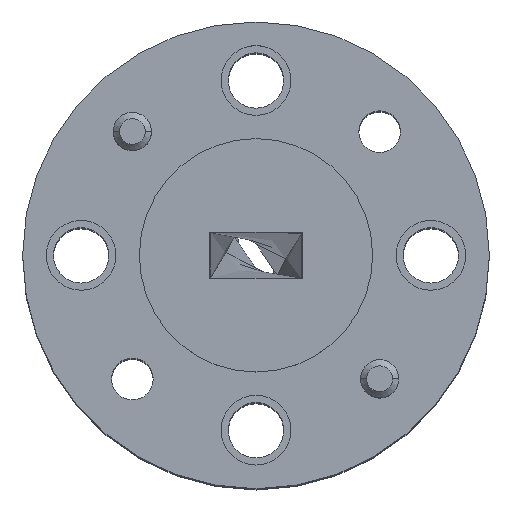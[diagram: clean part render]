
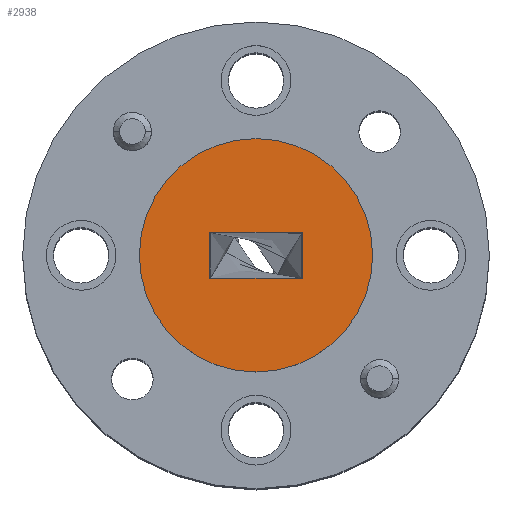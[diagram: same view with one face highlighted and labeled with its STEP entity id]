
A CAD part, top view. The second image highlights one B-rep face of the part: STEP entity #2938.
In plain terms, the highlighted planar face has unit normal (0, 0, 1).
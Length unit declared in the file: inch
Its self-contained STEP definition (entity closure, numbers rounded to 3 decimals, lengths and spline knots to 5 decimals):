
#82 = AXIS2_PLACEMENT_3D ( 'NONE', #3242, #1935, #2299 ) ;
#282 = CIRCLE ( 'NONE', #2287, 0.1875 ) ;
#375 = LINE ( 'NONE', #4336, #2074 ) ;
#414 = CARTESIAN_POINT ( 'NONE',  ( 0., 0., 0.037 ) ) ;
#442 = DIRECTION ( 'NONE',  ( 1., 0., 0. ) ) ;
#576 = EDGE_LOOP ( 'NONE', ( #2922, #4273, #1556, #3442 ) ) ;
#633 = VECTOR ( 'NONE', #3876, 39.37008 ) ;
#793 = EDGE_CURVE ( 'NONE', #3724, #3453, #1906, .T. ) ;
#797 = CARTESIAN_POINT ( 'NONE',  ( -0.074, 0.037, 0.037 ) ) ;
#837 = VERTEX_POINT ( 'NONE', #1523 ) ;
#881 = PLANE ( 'NONE',  #82 ) ;
#1077 = DIRECTION ( 'NONE',  ( 1., 0., 0. ) ) ;
#1219 = FACE_OUTER_BOUND ( 'NONE', #2636, .T. ) ;
#1502 = EDGE_CURVE ( 'NONE', #4410, #837, #4278, .T. ) ;
#1523 = CARTESIAN_POINT ( 'NONE',  ( -0.074, -0.037, 0.037 ) ) ;
#1556 = ORIENTED_EDGE ( 'NONE', *, *, #1502, .F. ) ;
#1561 = EDGE_CURVE ( 'NONE', #837, #3433, #1872, .T. ) ;
#1814 = EDGE_CURVE ( 'NONE', #3994, #4410, #4119, .T. ) ;
#1872 = LINE ( 'NONE', #3314, #1990 ) ;
#1906 = CIRCLE ( 'NONE', #4391, 0.1875 ) ;
#1907 = CARTESIAN_POINT ( 'NONE',  ( 0.1875, 0., 0.037 ) ) ;
#1935 = DIRECTION ( 'NONE',  ( 0., 0., 1. ) ) ;
#1987 = VECTOR ( 'NONE', #4230, 39.37008 ) ;
#1990 = VECTOR ( 'NONE', #3902, 39.37008 ) ;
#1996 = EDGE_CURVE ( 'NONE', #3453, #3724, #282, .T. ) ;
#2074 = VECTOR ( 'NONE', #3713, 39.37008 ) ;
#2136 = CARTESIAN_POINT ( 'NONE',  ( 0., 0., 0.037 ) ) ;
#2287 = AXIS2_PLACEMENT_3D ( 'NONE', #414, #3082, #1077 ) ;
#2299 = DIRECTION ( 'NONE',  ( 1., 0., 0. ) ) ;
#2471 = CARTESIAN_POINT ( 'NONE',  ( -0.1875, 0., 0.037 ) ) ;
#2554 = CARTESIAN_POINT ( 'NONE',  ( 0.074, -0.037, 0.037 ) ) ;
#2636 = EDGE_LOOP ( 'NONE', ( #3809, #3478 ) ) ;
#2867 = CARTESIAN_POINT ( 'NONE',  ( -0.074, 0.037, 0.037 ) ) ;
#2922 = ORIENTED_EDGE ( 'NONE', *, *, #3109, .F. ) ;
#2938 = ADVANCED_FACE ( 'NONE', ( #3964, #1219 ), #881, .T. ) ;
#2944 = CARTESIAN_POINT ( 'NONE',  ( -0.074, -0.037, 0.037 ) ) ;
#3082 = DIRECTION ( 'NONE',  ( 0., 0., 1. ) ) ;
#3109 = EDGE_CURVE ( 'NONE', #3433, #3994, #375, .T. ) ;
#3133 = DIRECTION ( 'NONE',  ( 0., 0., 1. ) ) ;
#3145 = CARTESIAN_POINT ( 'NONE',  ( 0.074, 0.037, 0.037 ) ) ;
#3242 = CARTESIAN_POINT ( 'NONE',  ( 0., 0., 0.037 ) ) ;
#3314 = CARTESIAN_POINT ( 'NONE',  ( -0.074, -0.037, 0.037 ) ) ;
#3433 = VERTEX_POINT ( 'NONE', #2554 ) ;
#3442 = ORIENTED_EDGE ( 'NONE', *, *, #1814, .F. ) ;
#3453 = VERTEX_POINT ( 'NONE', #1907 ) ;
#3478 = ORIENTED_EDGE ( 'NONE', *, *, #1996, .T. ) ;
#3713 = DIRECTION ( 'NONE',  ( 0., 1., 0. ) ) ;
#3724 = VERTEX_POINT ( 'NONE', #2471 ) ;
#3809 = ORIENTED_EDGE ( 'NONE', *, *, #793, .T. ) ;
#3876 = DIRECTION ( 'NONE',  ( -1., 0., 0. ) ) ;
#3902 = DIRECTION ( 'NONE',  ( 1., 0., 0. ) ) ;
#3964 = FACE_BOUND ( 'NONE', #576, .T. ) ;
#3994 = VERTEX_POINT ( 'NONE', #3145 ) ;
#4119 = LINE ( 'NONE', #797, #633 ) ;
#4230 = DIRECTION ( 'NONE',  ( 0., -1., 0. ) ) ;
#4273 = ORIENTED_EDGE ( 'NONE', *, *, #1561, .F. ) ;
#4278 = LINE ( 'NONE', #2944, #1987 ) ;
#4336 = CARTESIAN_POINT ( 'NONE',  ( 0.074, -0.037, 0.037 ) ) ;
#4391 = AXIS2_PLACEMENT_3D ( 'NONE', #2136, #3133, #442 ) ;
#4410 = VERTEX_POINT ( 'NONE', #2867 ) ;
